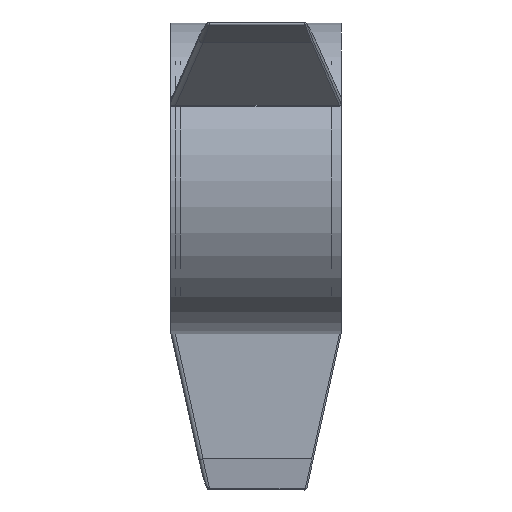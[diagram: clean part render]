
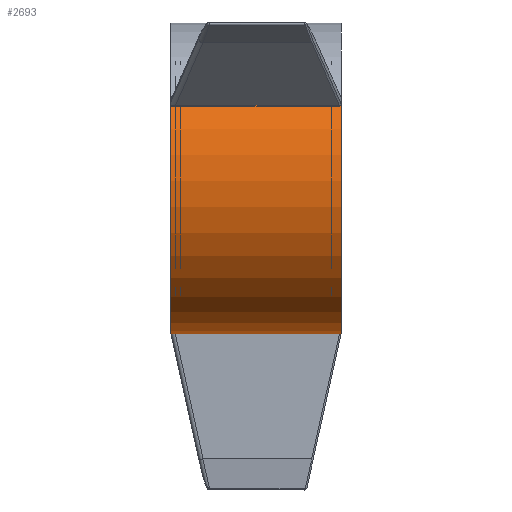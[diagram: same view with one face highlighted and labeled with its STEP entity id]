
A CAD part, left-side view. The second image highlights one B-rep face of the part: STEP entity #2693.
In plain terms, the highlighted cylindrical face has radius 45.5 mm (diameter 91 mm), a partial arc.
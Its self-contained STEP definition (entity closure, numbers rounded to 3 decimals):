
#228=FACE_OUTER_BOUND('',#386,.T.);
#386=EDGE_LOOP('',(#1803,#1804,#1805,#1806));
#561=CIRCLE('',#2872,45.5);
#562=CIRCLE('',#2873,45.5);
#678=LINE('',#3997,#897);
#683=LINE('',#4008,#902);
#897=VECTOR('',#3185,10.);
#902=VECTOR('',#3194,10.);
#1121=VERTEX_POINT('',#3994);
#1122=VERTEX_POINT('',#3996);
#1125=VERTEX_POINT('',#4005);
#1126=VERTEX_POINT('',#4007);
#1369=EDGE_CURVE('',#1122,#1121,#678,.T.);
#1374=EDGE_CURVE('',#1121,#1125,#561,.T.);
#1375=EDGE_CURVE('',#1126,#1125,#683,.T.);
#1376=EDGE_CURVE('',#1122,#1126,#562,.T.);
#1803=ORIENTED_EDGE('',*,*,#1374,.T.);
#1804=ORIENTED_EDGE('',*,*,#1375,.F.);
#1805=ORIENTED_EDGE('',*,*,#1376,.F.);
#1806=ORIENTED_EDGE('',*,*,#1369,.T.);
#2635=CYLINDRICAL_SURFACE('',#2871,45.5);
#2693=ADVANCED_FACE('',(#228),#2635,.T.);
#2871=AXIS2_PLACEMENT_3D('',#4004,#3190,#3191);
#2872=AXIS2_PLACEMENT_3D('',#4006,#3192,#3193);
#2873=AXIS2_PLACEMENT_3D('',#4009,#3195,#3196);
#3185=DIRECTION('',(0.,1.,0.));
#3190=DIRECTION('center_axis',(0.,1.,0.));
#3191=DIRECTION('ref_axis',(-0.882,0.,0.471));
#3192=DIRECTION('center_axis',(0.,-1.,0.));
#3193=DIRECTION('ref_axis',(-0.882,0.,0.471));
#3194=DIRECTION('',(0.,1.,0.));
#3195=DIRECTION('center_axis',(0.,-1.,0.));
#3196=DIRECTION('ref_axis',(-0.882,0.,0.471));
#3994=CARTESIAN_POINT('',(-40.14,1.5,21.424));
#3996=CARTESIAN_POINT('',(-40.14,-48.5,21.424));
#3997=CARTESIAN_POINT('',(-40.14,-48.5,21.424));
#4004=CARTESIAN_POINT('Origin',(0.,-48.5,0.));
#4005=CARTESIAN_POINT('',(-1.516,1.5,-45.475));
#4006=CARTESIAN_POINT('Origin',(0.,1.5,0.));
#4007=CARTESIAN_POINT('',(-1.516,-48.5,-45.475));
#4008=CARTESIAN_POINT('',(-1.516,-48.5,-45.475));
#4009=CARTESIAN_POINT('Origin',(0.,-48.5,0.));
